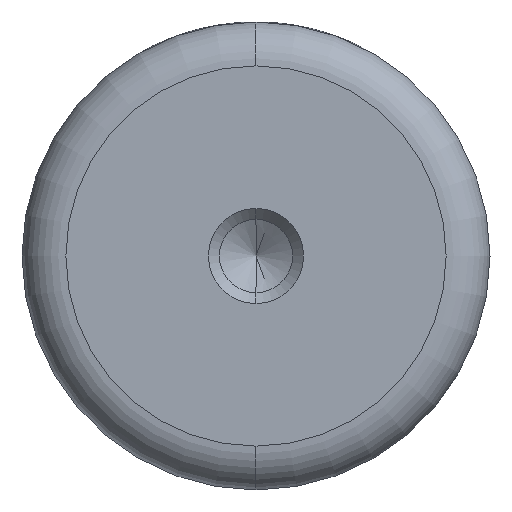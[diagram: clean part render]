
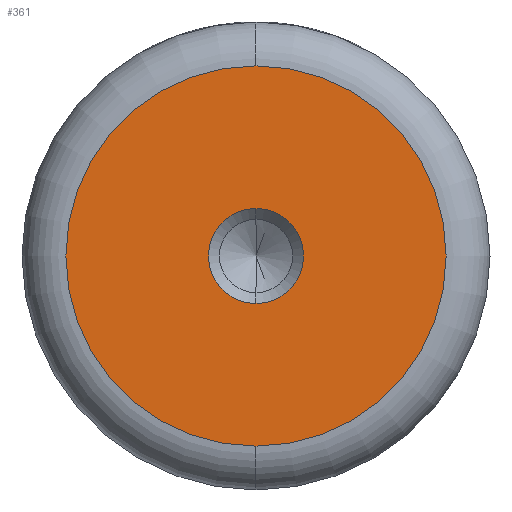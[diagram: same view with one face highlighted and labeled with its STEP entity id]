
A CAD part, left-side view. The second image highlights one B-rep face of the part: STEP entity #361.
In plain terms, the highlighted planar face has unit normal (-1, 0, 0).
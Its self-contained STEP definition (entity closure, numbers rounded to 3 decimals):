
#19 = CIRCLE ( 'NONE', #1094, 13. ) ;
#21 = CARTESIAN_POINT ( 'NONE',  ( 0., 0., -3.25 ) ) ;
#40 = ORIENTED_EDGE ( 'NONE', *, *, #711, .T. ) ;
#78 = CIRCLE ( 'NONE', #1020, 3.25 ) ;
#87 = EDGE_LOOP ( 'NONE', ( #472, #1063 ) ) ;
#117 = CARTESIAN_POINT ( 'NONE',  ( 0., 0., 0. ) ) ;
#161 = AXIS2_PLACEMENT_3D ( 'NONE', #219, #989, #351 ) ;
#219 = CARTESIAN_POINT ( 'NONE',  ( 0., 0., 0. ) ) ;
#231 = DIRECTION ( 'NONE',  ( -1., 0., 0. ) ) ;
#239 = AXIS2_PLACEMENT_3D ( 'NONE', #460, #1214, #561 ) ;
#244 = DIRECTION ( 'NONE',  ( 0., 0., 1. ) ) ;
#251 = VERTEX_POINT ( 'NONE', #975 ) ;
#277 = CIRCLE ( 'NONE', #332, 3.25 ) ;
#325 = CIRCLE ( 'NONE', #239, 13. ) ;
#332 = AXIS2_PLACEMENT_3D ( 'NONE', #884, #231, #996 ) ;
#351 = DIRECTION ( 'NONE',  ( 0., 0., 1. ) ) ;
#358 = FACE_OUTER_BOUND ( 'NONE', #1194, .T. ) ;
#361 = ADVANCED_FACE ( 'NONE', ( #415, #358 ), #1317, .T. ) ;
#397 = EDGE_CURVE ( 'NONE', #1429, #1099, #325, .T. ) ;
#415 = FACE_BOUND ( 'NONE', #87, .T. ) ;
#420 = DIRECTION ( 'NONE',  ( -1., 0., 0. ) ) ;
#442 = EDGE_CURVE ( 'NONE', #251, #1196, #277, .T. ) ;
#460 = CARTESIAN_POINT ( 'NONE',  ( 0., 0., 0. ) ) ;
#472 = ORIENTED_EDGE ( 'NONE', *, *, #442, .F. ) ;
#561 = DIRECTION ( 'NONE',  ( 0., 0., 1. ) ) ;
#653 = EDGE_CURVE ( 'NONE', #1196, #251, #78, .T. ) ;
#711 = EDGE_CURVE ( 'NONE', #1099, #1429, #19, .T. ) ;
#884 = CARTESIAN_POINT ( 'NONE',  ( 0., 0., 0. ) ) ;
#897 = DIRECTION ( 'NONE',  ( -1., 0., 0. ) ) ;
#975 = CARTESIAN_POINT ( 'NONE',  ( 0., 0., 3.25 ) ) ;
#989 = DIRECTION ( 'NONE',  ( -1., 0., 0. ) ) ;
#996 = DIRECTION ( 'NONE',  ( 0., 0., 1. ) ) ;
#1020 = AXIS2_PLACEMENT_3D ( 'NONE', #1055, #420, #1159 ) ;
#1055 = CARTESIAN_POINT ( 'NONE',  ( 0., 0., 0. ) ) ;
#1063 = ORIENTED_EDGE ( 'NONE', *, *, #653, .F. ) ;
#1094 = AXIS2_PLACEMENT_3D ( 'NONE', #117, #897, #244 ) ;
#1099 = VERTEX_POINT ( 'NONE', #1251 ) ;
#1159 = DIRECTION ( 'NONE',  ( 0., 0., 1. ) ) ;
#1194 = EDGE_LOOP ( 'NONE', ( #1342, #40 ) ) ;
#1196 = VERTEX_POINT ( 'NONE', #21 ) ;
#1214 = DIRECTION ( 'NONE',  ( -1., 0., 0. ) ) ;
#1251 = CARTESIAN_POINT ( 'NONE',  ( 0., 0., -13. ) ) ;
#1317 = PLANE ( 'NONE',  #161 ) ;
#1342 = ORIENTED_EDGE ( 'NONE', *, *, #397, .T. ) ;
#1359 = CARTESIAN_POINT ( 'NONE',  ( 0., 0., 13. ) ) ;
#1429 = VERTEX_POINT ( 'NONE', #1359 ) ;
